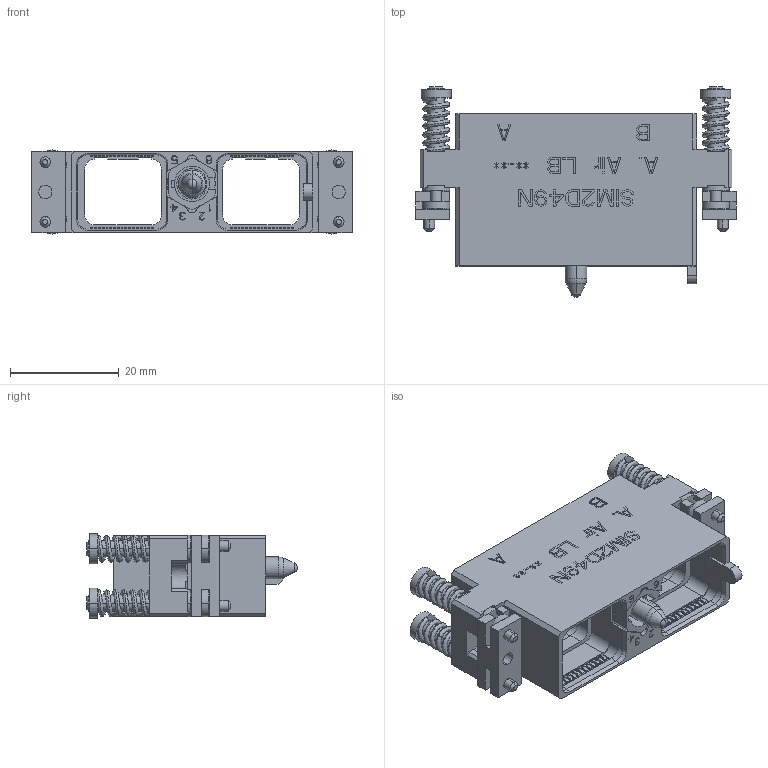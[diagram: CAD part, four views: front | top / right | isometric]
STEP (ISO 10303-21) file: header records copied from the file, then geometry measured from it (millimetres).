
FILE_DESCRIPTION((''),'2;1');
FILE_NAME('SIM2D49ND','2019-09-11T',('presta_be4'),(''),'PRO/ENGINEER BY PARAMETRIC TECHNOLOGY CORPORATION, 2014310','PRO/ENGINEER BY PARAMETRIC TECHNOLOGY CORPORATION, 2014310','');
FILE_SCHEMA(('CONFIG_CONTROL_DESIGN'));
Products named in the file (1): SIM2D49ND
Bounding box: 59.02 x 38.74 x 15.5 mm (x, y, z)
Volume: 8911.1 mm3; surface area: 13507.2 mm2
Topology: 1 solids, 1 shells, 2792 faces, 7903 edges, 4937 vertices
Faces by surface type: plane 1521, cylinder 627, cone 240, sphere 196, torus 192, bspline 16
Entity records: 101589 total; most frequent: CARTESIAN_POINT 29018, DIRECTION 15487, ORIENTED_EDGE 15034, EDGE_CURVE 7517, AXIS2_PLACEMENT_3D 5251, VECTOR 4985, LINE 4985, VERTEX_POINT 4938
